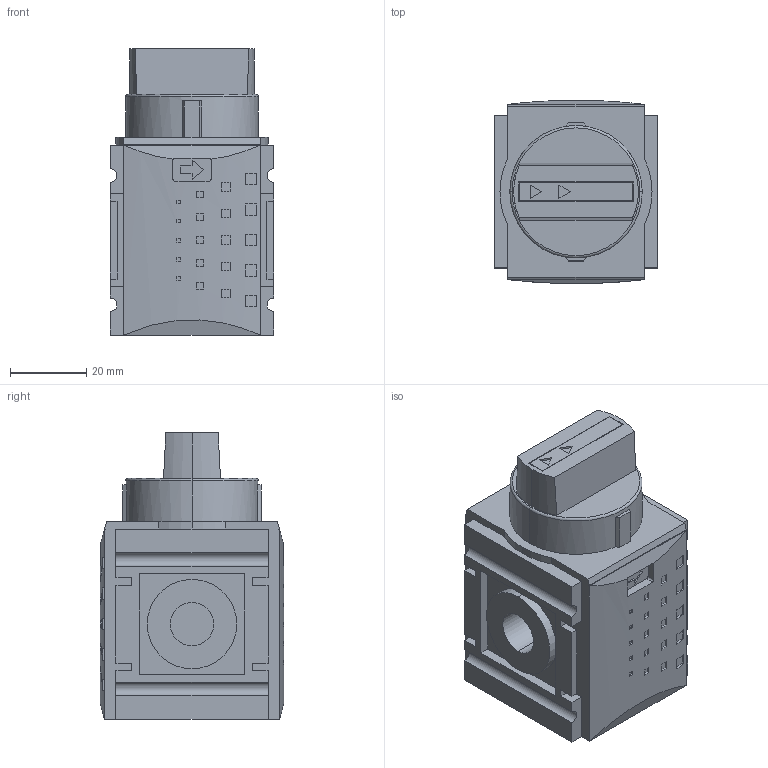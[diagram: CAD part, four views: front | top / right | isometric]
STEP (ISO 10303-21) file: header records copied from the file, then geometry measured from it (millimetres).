
FILE_DESCRIPTION (( 'STEP AP214' ), '1' );
FILE_NAME ('KN-KBAV014.STEP', '2018-08-29T08:26:00', ( '' ), ( '' ), 'SwSTEP 2.0', 'SolidWorks 2018', '' );
FILE_SCHEMA (( 'AUTOMOTIVE_DESIGN' ));
Length unit declared in the file: millimetre
Products named in the file (1): KN-KBAV014
Bounding box: 43 x 48.16 x 75.3 mm (x, y, z)
Volume: 112371.8 mm3; surface area: 19762.5 mm2
Topology: 2 solids, 2 shells, 378 faces, 942 edges, 624 vertices
Faces by surface type: plane 263, cylinder 72, bspline 35, cone 6, torus 2
Entity records: 13028 total; most frequent: CARTESIAN_POINT 2188, ORIENTED_EDGE 1884, DIRECTION 1844, EDGE_CURVE 942, VECTOR 676, LINE 676, VERTEX_POINT 624, AXIS2_PLACEMENT_3D 584
